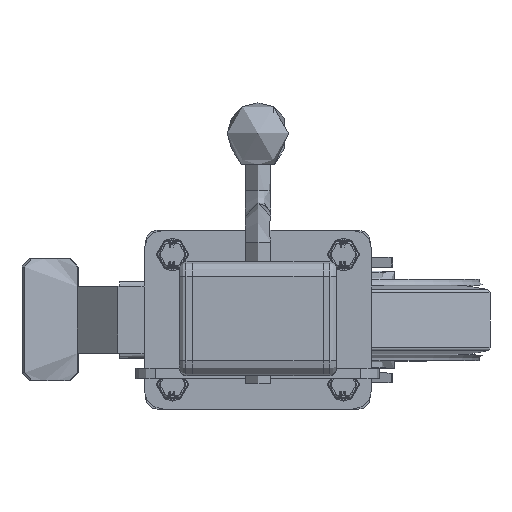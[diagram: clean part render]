
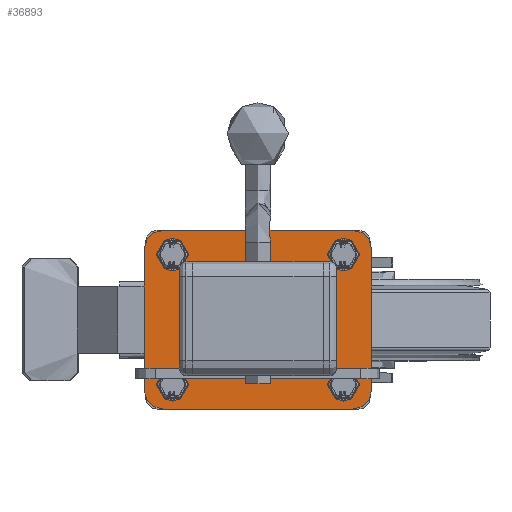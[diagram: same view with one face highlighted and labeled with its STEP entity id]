
A CAD part, top view. The second image highlights one B-rep face of the part: STEP entity #36893.
In plain terms, the highlighted planar face has unit normal (0, 0, 1).
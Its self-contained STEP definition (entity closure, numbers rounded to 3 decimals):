
#3062=FACE_BOUND('',#7631,.T.);
#3063=FACE_BOUND('',#7632,.T.);
#3064=FACE_BOUND('',#7633,.T.);
#3065=FACE_BOUND('',#7634,.T.);
#3066=FACE_BOUND('',#7635,.T.);
#3610=PLANE('',#40397);
#5195=FACE_OUTER_BOUND('',#7630,.T.);
#7630=EDGE_LOOP('',(#29380,#29381,#29382,#29383,#29384,#29385,#29386,#29387));
#7631=EDGE_LOOP('',(#29388,#29389,#29390,#29391,#29392,#29393,#29394,#29395));
#7632=EDGE_LOOP('',(#29396,#29397,#29398,#29399));
#7633=EDGE_LOOP('',(#29400,#29401,#29402,#29403));
#7634=EDGE_LOOP('',(#29404,#29405,#29406,#29407));
#7635=EDGE_LOOP('',(#29408,#29409,#29410,#29411));
#9935=LINE('',#143310,#12304);
#9940=LINE('',#143324,#12309);
#9944=LINE('',#143336,#12313);
#9948=LINE('',#143348,#12317);
#9967=LINE('',#143408,#12336);
#9972=LINE('',#143422,#12341);
#9976=LINE('',#143434,#12345);
#9980=LINE('',#143446,#12349);
#9985=LINE('',#143464,#12354);
#9989=LINE('',#143475,#12358);
#9993=LINE('',#143488,#12362);
#9997=LINE('',#143499,#12366);
#10001=LINE('',#143512,#12370);
#10005=LINE('',#143523,#12374);
#10009=LINE('',#143536,#12378);
#10013=LINE('',#143547,#12382);
#12304=VECTOR('',#46447,1000.);
#12309=VECTOR('',#46460,1000.);
#12313=VECTOR('',#46472,1000.);
#12317=VECTOR('',#46484,1000.);
#12336=VECTOR('',#46547,1000.);
#12341=VECTOR('',#46560,1000.);
#12345=VECTOR('',#46572,1000.);
#12349=VECTOR('',#46584,1000.);
#12354=VECTOR('',#46603,1000.);
#12358=VECTOR('',#46615,1000.);
#12362=VECTOR('',#46627,1000.);
#12366=VECTOR('',#46639,1000.);
#12370=VECTOR('',#46651,1000.);
#12374=VECTOR('',#46663,1000.);
#12378=VECTOR('',#46675,1000.);
#12382=VECTOR('',#46687,1000.);
#14336=CIRCLE('',#40318,5.);
#14337=CIRCLE('',#40321,5.);
#14339=CIRCLE('',#40325,5.);
#14341=CIRCLE('',#40329,5.);
#14351=CIRCLE('',#40351,12.);
#14353=CIRCLE('',#40355,12.);
#14355=CIRCLE('',#40359,12.);
#14357=CIRCLE('',#40363,12.);
#14359=CIRCLE('',#40366,5.5);
#14361=CIRCLE('',#40370,5.5);
#14363=CIRCLE('',#40374,5.5);
#14365=CIRCLE('',#40378,5.5);
#14367=CIRCLE('',#40382,5.5);
#14369=CIRCLE('',#40386,5.5);
#14371=CIRCLE('',#40390,5.5);
#14373=CIRCLE('',#40394,5.5);
#16893=VERTEX_POINT('',#143308);
#16894=VERTEX_POINT('',#143309);
#16898=VERTEX_POINT('',#143319);
#16899=VERTEX_POINT('',#143323);
#16901=VERTEX_POINT('',#143329);
#16903=VERTEX_POINT('',#143335);
#16905=VERTEX_POINT('',#143341);
#16907=VERTEX_POINT('',#143347);
#16925=VERTEX_POINT('',#143406);
#16926=VERTEX_POINT('',#143407);
#16929=VERTEX_POINT('',#143415);
#16931=VERTEX_POINT('',#143421);
#16933=VERTEX_POINT('',#143427);
#16935=VERTEX_POINT('',#143433);
#16937=VERTEX_POINT('',#143439);
#16939=VERTEX_POINT('',#143445);
#16941=VERTEX_POINT('',#143454);
#16942=VERTEX_POINT('',#143455);
#16945=VERTEX_POINT('',#143463);
#16947=VERTEX_POINT('',#143469);
#16949=VERTEX_POINT('',#143478);
#16950=VERTEX_POINT('',#143479);
#16953=VERTEX_POINT('',#143487);
#16955=VERTEX_POINT('',#143493);
#16957=VERTEX_POINT('',#143502);
#16958=VERTEX_POINT('',#143503);
#16961=VERTEX_POINT('',#143511);
#16963=VERTEX_POINT('',#143517);
#16965=VERTEX_POINT('',#143526);
#16966=VERTEX_POINT('',#143527);
#16969=VERTEX_POINT('',#143535);
#16971=VERTEX_POINT('',#143541);
#21241=EDGE_CURVE('',#16893,#16894,#9935,.T.);
#21247=EDGE_CURVE('',#16898,#16894,#14336,.T.);
#21248=EDGE_CURVE('',#16898,#16899,#9940,.T.);
#21251=EDGE_CURVE('',#16899,#16901,#14337,.T.);
#21254=EDGE_CURVE('',#16901,#16903,#9944,.T.);
#21257=EDGE_CURVE('',#16903,#16905,#14339,.T.);
#21260=EDGE_CURVE('',#16905,#16907,#9948,.T.);
#21263=EDGE_CURVE('',#16907,#16893,#14341,.T.);
#21289=EDGE_CURVE('',#16925,#16926,#9967,.T.);
#21293=EDGE_CURVE('',#16926,#16929,#14351,.T.);
#21296=EDGE_CURVE('',#16929,#16931,#9972,.T.);
#21299=EDGE_CURVE('',#16931,#16933,#14353,.T.);
#21302=EDGE_CURVE('',#16933,#16935,#9976,.T.);
#21305=EDGE_CURVE('',#16935,#16937,#14355,.T.);
#21308=EDGE_CURVE('',#16937,#16939,#9980,.T.);
#21311=EDGE_CURVE('',#16939,#16925,#14357,.T.);
#21313=EDGE_CURVE('',#16941,#16942,#14359,.T.);
#21317=EDGE_CURVE('',#16942,#16945,#9985,.T.);
#21320=EDGE_CURVE('',#16945,#16947,#14361,.T.);
#21323=EDGE_CURVE('',#16947,#16941,#9989,.T.);
#21325=EDGE_CURVE('',#16949,#16950,#14363,.T.);
#21329=EDGE_CURVE('',#16950,#16953,#9993,.T.);
#21332=EDGE_CURVE('',#16953,#16955,#14365,.T.);
#21335=EDGE_CURVE('',#16955,#16949,#9997,.T.);
#21337=EDGE_CURVE('',#16957,#16958,#14367,.T.);
#21341=EDGE_CURVE('',#16958,#16961,#10001,.T.);
#21344=EDGE_CURVE('',#16961,#16963,#14369,.T.);
#21347=EDGE_CURVE('',#16963,#16957,#10005,.T.);
#21349=EDGE_CURVE('',#16965,#16966,#14371,.T.);
#21353=EDGE_CURVE('',#16966,#16969,#10009,.T.);
#21356=EDGE_CURVE('',#16969,#16971,#14373,.T.);
#21359=EDGE_CURVE('',#16971,#16965,#10013,.T.);
#29380=ORIENTED_EDGE('',*,*,#21289,.F.);
#29381=ORIENTED_EDGE('',*,*,#21311,.F.);
#29382=ORIENTED_EDGE('',*,*,#21308,.F.);
#29383=ORIENTED_EDGE('',*,*,#21305,.F.);
#29384=ORIENTED_EDGE('',*,*,#21302,.F.);
#29385=ORIENTED_EDGE('',*,*,#21299,.F.);
#29386=ORIENTED_EDGE('',*,*,#21296,.F.);
#29387=ORIENTED_EDGE('',*,*,#21293,.F.);
#29388=ORIENTED_EDGE('',*,*,#21263,.T.);
#29389=ORIENTED_EDGE('',*,*,#21241,.T.);
#29390=ORIENTED_EDGE('',*,*,#21247,.F.);
#29391=ORIENTED_EDGE('',*,*,#21248,.T.);
#29392=ORIENTED_EDGE('',*,*,#21251,.T.);
#29393=ORIENTED_EDGE('',*,*,#21254,.T.);
#29394=ORIENTED_EDGE('',*,*,#21257,.T.);
#29395=ORIENTED_EDGE('',*,*,#21260,.T.);
#29396=ORIENTED_EDGE('',*,*,#21349,.F.);
#29397=ORIENTED_EDGE('',*,*,#21359,.F.);
#29398=ORIENTED_EDGE('',*,*,#21356,.F.);
#29399=ORIENTED_EDGE('',*,*,#21353,.F.);
#29400=ORIENTED_EDGE('',*,*,#21337,.F.);
#29401=ORIENTED_EDGE('',*,*,#21347,.F.);
#29402=ORIENTED_EDGE('',*,*,#21344,.F.);
#29403=ORIENTED_EDGE('',*,*,#21341,.F.);
#29404=ORIENTED_EDGE('',*,*,#21325,.F.);
#29405=ORIENTED_EDGE('',*,*,#21335,.F.);
#29406=ORIENTED_EDGE('',*,*,#21332,.F.);
#29407=ORIENTED_EDGE('',*,*,#21329,.F.);
#29408=ORIENTED_EDGE('',*,*,#21313,.F.);
#29409=ORIENTED_EDGE('',*,*,#21323,.F.);
#29410=ORIENTED_EDGE('',*,*,#21320,.F.);
#29411=ORIENTED_EDGE('',*,*,#21317,.F.);
#36893=ADVANCED_FACE('',(#5195,#3062,#3063,#3064,#3065,#3066),#3610,.T.);
#40318=AXIS2_PLACEMENT_3D('',#143321,#46456,#46457);
#40321=AXIS2_PLACEMENT_3D('',#143330,#46465,#46466);
#40325=AXIS2_PLACEMENT_3D('',#143342,#46477,#46478);
#40329=AXIS2_PLACEMENT_3D('',#143353,#46489,#46490);
#40351=AXIS2_PLACEMENT_3D('',#143416,#46553,#46554);
#40355=AXIS2_PLACEMENT_3D('',#143428,#46565,#46566);
#40359=AXIS2_PLACEMENT_3D('',#143440,#46577,#46578);
#40363=AXIS2_PLACEMENT_3D('',#143451,#46589,#46590);
#40366=AXIS2_PLACEMENT_3D('',#143456,#46595,#46596);
#40370=AXIS2_PLACEMENT_3D('',#143470,#46608,#46609);
#40374=AXIS2_PLACEMENT_3D('',#143480,#46619,#46620);
#40378=AXIS2_PLACEMENT_3D('',#143494,#46632,#46633);
#40382=AXIS2_PLACEMENT_3D('',#143504,#46643,#46644);
#40386=AXIS2_PLACEMENT_3D('',#143518,#46656,#46657);
#40390=AXIS2_PLACEMENT_3D('',#143528,#46667,#46668);
#40394=AXIS2_PLACEMENT_3D('',#143542,#46680,#46681);
#40397=AXIS2_PLACEMENT_3D('',#143549,#46689,#46690);
#46447=DIRECTION('',(-1.,0.,0.));
#46456=DIRECTION('center_axis',(0.,0.,1.));
#46457=DIRECTION('ref_axis',(-1.,0.,0.));
#46460=DIRECTION('',(0.,1.,0.));
#46465=DIRECTION('center_axis',(0.,0.,-1.));
#46466=DIRECTION('ref_axis',(-1.,0.,0.));
#46472=DIRECTION('',(1.,0.,0.));
#46477=DIRECTION('center_axis',(0.,0.,-1.));
#46478=DIRECTION('ref_axis',(0.,1.,0.));
#46484=DIRECTION('',(0.,-1.,0.));
#46489=DIRECTION('center_axis',(0.,0.,-1.));
#46490=DIRECTION('ref_axis',(1.,0.,0.));
#46547=DIRECTION('',(0.,1.,0.));
#46553=DIRECTION('center_axis',(0.,0.,-1.));
#46554=DIRECTION('ref_axis',(-1.,0.,0.));
#46560=DIRECTION('',(1.,0.,0.));
#46565=DIRECTION('center_axis',(0.,0.,-1.));
#46566=DIRECTION('ref_axis',(0.,1.,0.));
#46572=DIRECTION('',(0.,-1.,0.));
#46577=DIRECTION('center_axis',(0.,0.,-1.));
#46578=DIRECTION('ref_axis',(1.,0.,0.));
#46584=DIRECTION('',(-1.,0.,0.));
#46589=DIRECTION('center_axis',(0.,0.,-1.));
#46590=DIRECTION('ref_axis',(0.,-1.,0.));
#46595=DIRECTION('center_axis',(0.,0.,1.));
#46596=DIRECTION('ref_axis',(-1.,0.,0.));
#46603=DIRECTION('',(0.,-1.,0.));
#46608=DIRECTION('center_axis',(0.,0.,1.));
#46609=DIRECTION('ref_axis',(-1.,0.,0.));
#46615=DIRECTION('',(0.,1.,0.));
#46619=DIRECTION('center_axis',(0.,0.,1.));
#46620=DIRECTION('ref_axis',(-1.,0.,0.));
#46627=DIRECTION('',(0.,1.,0.));
#46632=DIRECTION('center_axis',(0.,0.,1.));
#46633=DIRECTION('ref_axis',(-1.,0.,0.));
#46639=DIRECTION('',(0.,-1.,0.));
#46643=DIRECTION('center_axis',(0.,0.,1.));
#46644=DIRECTION('ref_axis',(1.,0.,0.));
#46651=DIRECTION('',(0.,-1.,0.));
#46656=DIRECTION('center_axis',(0.,0.,1.));
#46657=DIRECTION('ref_axis',(1.,0.,0.));
#46663=DIRECTION('',(0.,1.,0.));
#46667=DIRECTION('center_axis',(0.,0.,1.));
#46668=DIRECTION('ref_axis',(1.,0.,0.));
#46675=DIRECTION('',(0.,1.,0.));
#46680=DIRECTION('center_axis',(0.,0.,1.));
#46681=DIRECTION('ref_axis',(1.,0.,0.));
#46687=DIRECTION('',(0.,-1.,0.));
#46689=DIRECTION('center_axis',(0.,0.,1.));
#46690=DIRECTION('ref_axis',(1.,0.,0.));
#143308=CARTESIAN_POINT('',(20.,-25.,6.));
#143309=CARTESIAN_POINT('',(-20.,-25.,6.));
#143310=CARTESIAN_POINT('',(25.,-25.,6.));
#143319=CARTESIAN_POINT('',(-25.,-20.,6.));
#143321=CARTESIAN_POINT('Origin',(-20.,-20.,6.));
#143323=CARTESIAN_POINT('',(-25.,20.,6.));
#143324=CARTESIAN_POINT('',(-25.,-25.,6.));
#143329=CARTESIAN_POINT('',(-20.,25.,6.));
#143330=CARTESIAN_POINT('Origin',(-20.,20.,6.));
#143335=CARTESIAN_POINT('',(20.,25.,6.));
#143336=CARTESIAN_POINT('',(-25.,25.,6.));
#143341=CARTESIAN_POINT('',(25.,20.,6.));
#143342=CARTESIAN_POINT('Origin',(20.,20.,6.));
#143347=CARTESIAN_POINT('',(25.,-20.,6.));
#143348=CARTESIAN_POINT('',(25.,25.,6.));
#143353=CARTESIAN_POINT('Origin',(20.,-20.,6.));
#143406=CARTESIAN_POINT('',(-70.,-43.,6.));
#143407=CARTESIAN_POINT('',(-70.,43.,6.));
#143408=CARTESIAN_POINT('',(-70.,-43.,6.));
#143415=CARTESIAN_POINT('',(-58.,55.,6.));
#143416=CARTESIAN_POINT('Origin',(-58.,43.,6.));
#143421=CARTESIAN_POINT('',(58.,55.,6.));
#143422=CARTESIAN_POINT('',(-58.,55.,6.));
#143427=CARTESIAN_POINT('',(70.,43.,6.));
#143428=CARTESIAN_POINT('Origin',(58.,43.,6.));
#143433=CARTESIAN_POINT('',(70.,-43.,6.));
#143434=CARTESIAN_POINT('',(70.,43.,6.));
#143439=CARTESIAN_POINT('',(58.,-55.,6.));
#143440=CARTESIAN_POINT('Origin',(58.,-43.,6.));
#143445=CARTESIAN_POINT('',(-58.,-55.,6.));
#143446=CARTESIAN_POINT('',(58.,-55.,6.));
#143451=CARTESIAN_POINT('Origin',(-58.,-43.,6.));
#143454=CARTESIAN_POINT('',(-47.,40.,6.));
#143455=CARTESIAN_POINT('',(-58.,40.,6.));
#143456=CARTESIAN_POINT('Origin',(-52.5,40.,6.));
#143463=CARTESIAN_POINT('',(-58.,37.5,6.));
#143464=CARTESIAN_POINT('',(-58.,40.,6.));
#143469=CARTESIAN_POINT('',(-47.,37.5,6.));
#143470=CARTESIAN_POINT('Origin',(-52.5,37.5,6.));
#143475=CARTESIAN_POINT('',(-47.,40.,6.));
#143478=CARTESIAN_POINT('',(-58.,-40.,6.));
#143479=CARTESIAN_POINT('',(-47.,-40.,6.));
#143480=CARTESIAN_POINT('Origin',(-52.5,-40.,6.));
#143487=CARTESIAN_POINT('',(-47.,-37.5,6.));
#143488=CARTESIAN_POINT('',(-47.,-40.,6.));
#143493=CARTESIAN_POINT('',(-58.,-37.5,6.));
#143494=CARTESIAN_POINT('Origin',(-52.5,-37.5,6.));
#143499=CARTESIAN_POINT('',(-58.,-40.,6.));
#143502=CARTESIAN_POINT('',(58.,40.,6.));
#143503=CARTESIAN_POINT('',(47.,40.,6.));
#143504=CARTESIAN_POINT('Origin',(52.5,40.,6.));
#143511=CARTESIAN_POINT('',(47.,37.5,6.));
#143512=CARTESIAN_POINT('',(47.,40.,6.));
#143517=CARTESIAN_POINT('',(58.,37.5,6.));
#143518=CARTESIAN_POINT('Origin',(52.5,37.5,6.));
#143523=CARTESIAN_POINT('',(58.,40.,6.));
#143526=CARTESIAN_POINT('',(47.,-40.,6.));
#143527=CARTESIAN_POINT('',(58.,-40.,6.));
#143528=CARTESIAN_POINT('Origin',(52.5,-40.,6.));
#143535=CARTESIAN_POINT('',(58.,-37.5,6.));
#143536=CARTESIAN_POINT('',(58.,-40.,6.));
#143541=CARTESIAN_POINT('',(47.,-37.5,6.));
#143542=CARTESIAN_POINT('Origin',(52.5,-37.5,6.));
#143547=CARTESIAN_POINT('',(47.,-40.,6.));
#143549=CARTESIAN_POINT('Origin',(0.,0.,6.));
